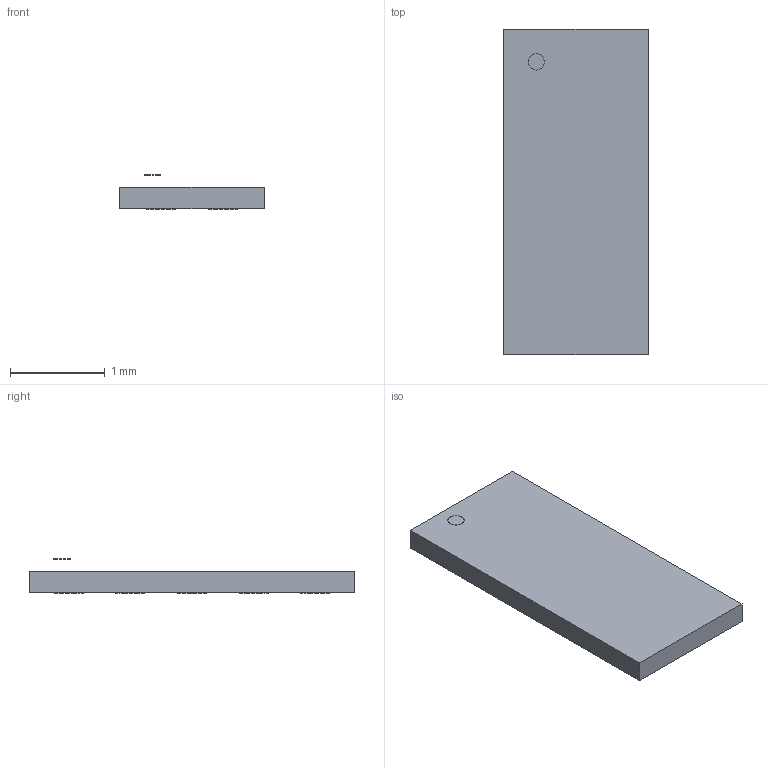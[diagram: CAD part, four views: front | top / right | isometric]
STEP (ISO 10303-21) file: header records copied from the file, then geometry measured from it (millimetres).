
FILE_DESCRIPTION(('STEP AP214'),'1');
FILE_NAME('PICOSTAR-YJG_TEX','2024-09-25T04:37:52',(''),(''),'','','');
FILE_SCHEMA(('AUTOMOTIVE_DESIGN'));
Length unit declared in the file: millimetre
Products named in the file (1): product
Bounding box: 1.52 x 3.43 x 0.36 mm (x, y, z)
Volume: 1.2 mm3; surface area: 14.2 mm2
Topology: 12 solids, 12 shells, 39 faces, 45 edges, 30 vertices
Faces by surface type: plane 28, cylinder 11
Full cylindrical faces by diameter (mm): 0.171 x1, 0.305 x10
Entity records: 923 total; most frequent: DIRECTION 158, CARTESIAN_POINT 103, AXIS2_PLACEMENT_3D 73, ORIENTED_EDGE 68, EDGE_LOOP 50, ADVANCED_FACE 39, FACE_OUTER_BOUND 39, STYLED_ITEM 39
